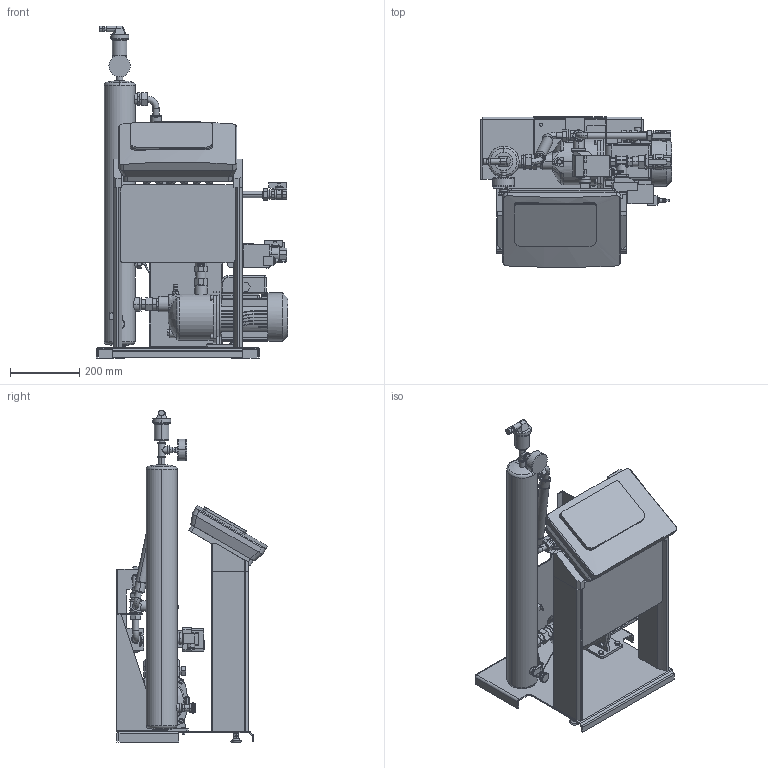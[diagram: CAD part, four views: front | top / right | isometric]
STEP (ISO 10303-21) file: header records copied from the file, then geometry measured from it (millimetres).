
FILE_DESCRIPTION((''),'2;1');
FILE_NAME('3d_Reflex''Servitec35''70°C-8829000.stp','2013-12-20T10:35:10',(''),(''),'Mechanical Desktop 2011','Mechanical Desktop 2011',', , ');
FILE_SCHEMA(('CONFIG_CONTROL_DESIGN'));
Length unit declared in the file: millimetre
Products named in the file (1): Product
Bounding box: 551.5 x 433.53 x 956.09 mm (x, y, z)
Volume: 21789551.4 mm3; surface area: 2403357.5 mm2
Topology: 72 solids, 72 shells, 2768 faces, 6890 edges, 4480 vertices
Faces by surface type: plane 1477, cylinder 740, bspline 324, torus 108, cone 100, sphere 19
Entity records: 87800 total; most frequent: CARTESIAN_POINT 21530, ORIENTED_EDGE 13770, DIRECTION 13521, EDGE_CURVE 6885, AXIS2_PLACEMENT_3D 4543, VERTEX_POINT 4480, VECTOR 4435, LINE 4435
